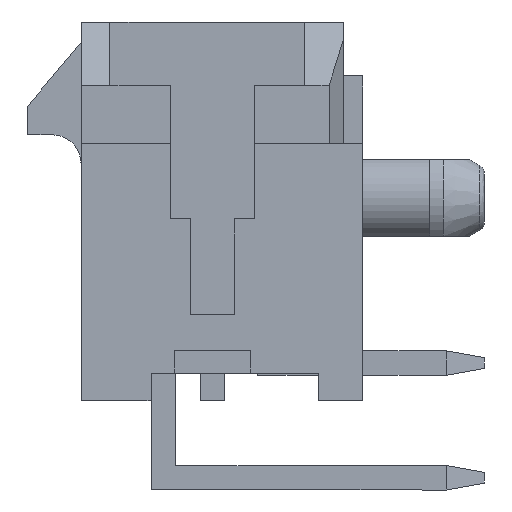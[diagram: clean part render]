
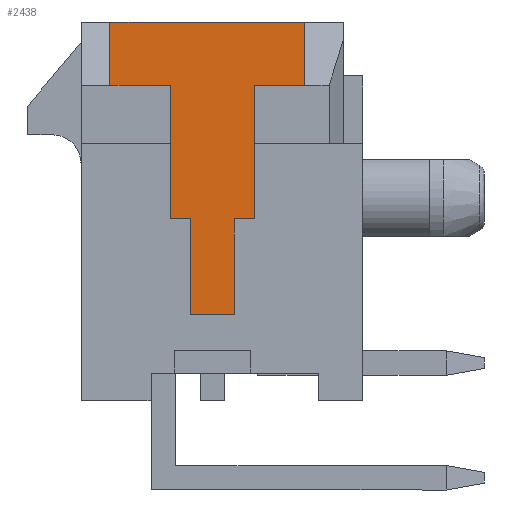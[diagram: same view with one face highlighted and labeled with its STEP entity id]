
A CAD part, left-side view. The second image highlights one B-rep face of the part: STEP entity #2438.
In plain terms, the highlighted planar face has unit normal (-1, 0, 0).
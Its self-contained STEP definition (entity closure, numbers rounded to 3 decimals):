
#50 = EDGE_CURVE ( 'NONE', #6440, #2145, #4511, .T. ) ;
#199 = EDGE_LOOP ( 'NONE', ( #5643, #4660, #2230, #1622, #3332, #4163, #635, #3865, #2319, #3616, #1286, #981 ) ) ;
#272 = CARTESIAN_POINT ( 'NONE',  ( -1.94, 2.68, 4.95 ) ) ;
#287 = DIRECTION ( 'NONE',  ( 0., 0., 1. ) ) ;
#397 = CARTESIAN_POINT ( 'NONE',  ( -1.94, -1.1, 3.3 ) ) ;
#435 = CARTESIAN_POINT ( 'NONE',  ( -1.94, 2.68, 4.95 ) ) ;
#527 = VECTOR ( 'NONE', #6296, 1000. ) ;
#570 = CARTESIAN_POINT ( 'NONE',  ( -1.94, 2.68, 4.95 ) ) ;
#635 = ORIENTED_EDGE ( 'NONE', *, *, #5128, .F. ) ;
#698 = LINE ( 'NONE', #570, #3435 ) ;
#887 = VERTEX_POINT ( 'NONE', #272 ) ;
#981 = ORIENTED_EDGE ( 'NONE', *, *, #2291, .F. ) ;
#1054 = CARTESIAN_POINT ( 'NONE',  ( -1.94, 2.68, 3.3 ) ) ;
#1067 = VERTEX_POINT ( 'NONE', #1356 ) ;
#1076 = LINE ( 'NONE', #4309, #2092 ) ;
#1089 = LINE ( 'NONE', #5780, #527 ) ;
#1190 = DIRECTION ( 'NONE',  ( 0., 1., 0. ) ) ;
#1223 = CARTESIAN_POINT ( 'NONE',  ( -1.94, -0.575, -0.2 ) ) ;
#1286 = ORIENTED_EDGE ( 'NONE', *, *, #1674, .F. ) ;
#1335 = LINE ( 'NONE', #2732, #6546 ) ;
#1356 = CARTESIAN_POINT ( 'NONE',  ( -1.94, 1.1, -0.2 ) ) ;
#1411 = DIRECTION ( 'NONE',  ( 0., 0., -1. ) ) ;
#1609 = LINE ( 'NONE', #2405, #2778 ) ;
#1622 = ORIENTED_EDGE ( 'NONE', *, *, #5593, .F. ) ;
#1629 = EDGE_CURVE ( 'NONE', #3201, #4830, #1076, .T. ) ;
#1674 = EDGE_CURVE ( 'NONE', #5533, #2721, #5575, .T. ) ;
#1718 = VECTOR ( 'NONE', #6186, 1000. ) ;
#2012 = AXIS2_PLACEMENT_3D ( 'NONE', #435, #5885, #1411 ) ;
#2092 = VECTOR ( 'NONE', #4268, 1000. ) ;
#2110 = LINE ( 'NONE', #3279, #4134 ) ;
#2145 = VERTEX_POINT ( 'NONE', #3614 ) ;
#2230 = ORIENTED_EDGE ( 'NONE', *, *, #6162, .F. ) ;
#2291 = EDGE_CURVE ( 'NONE', #4786, #5533, #6512, .T. ) ;
#2319 = ORIENTED_EDGE ( 'NONE', *, *, #50, .F. ) ;
#2405 = CARTESIAN_POINT ( 'NONE',  ( -1.94, 2.68, -2.8 ) ) ;
#2438 = ADVANCED_FACE ( 'NONE', ( #3643 ), #6419, .F. ) ;
#2706 = VECTOR ( 'NONE', #5347, 1000. ) ;
#2721 = VERTEX_POINT ( 'NONE', #6308 ) ;
#2732 = CARTESIAN_POINT ( 'NONE',  ( -1.94, -2.41, 0. ) ) ;
#2778 = VECTOR ( 'NONE', #2879, 1000. ) ;
#2781 = DIRECTION ( 'NONE',  ( 0., 0., -1. ) ) ;
#2879 = DIRECTION ( 'NONE',  ( 0., 1., 0. ) ) ;
#2899 = CARTESIAN_POINT ( 'NONE',  ( -1.94, -1.1, -0.2 ) ) ;
#3001 = DIRECTION ( 'NONE',  ( 0., 1., 0. ) ) ;
#3030 = LINE ( 'NONE', #4682, #1718 ) ;
#3201 = VERTEX_POINT ( 'NONE', #3223 ) ;
#3223 = CARTESIAN_POINT ( 'NONE',  ( -1.94, 1.1, 3.3 ) ) ;
#3279 = CARTESIAN_POINT ( 'NONE',  ( -1.94, 1.1, -0.2 ) ) ;
#3332 = ORIENTED_EDGE ( 'NONE', *, *, #6011, .F. ) ;
#3435 = VECTOR ( 'NONE', #4071, 1000. ) ;
#3614 = CARTESIAN_POINT ( 'NONE',  ( -1.94, 0.575, -0.2 ) ) ;
#3616 = ORIENTED_EDGE ( 'NONE', *, *, #5641, .F. ) ;
#3643 = FACE_OUTER_BOUND ( 'NONE', #199, .T. ) ;
#3736 = VERTEX_POINT ( 'NONE', #3777 ) ;
#3777 = CARTESIAN_POINT ( 'NONE',  ( -1.94, -2.41, 3.3 ) ) ;
#3865 = ORIENTED_EDGE ( 'NONE', *, *, #3979, .F. ) ;
#3979 = EDGE_CURVE ( 'NONE', #2145, #1067, #5804, .T. ) ;
#4071 = DIRECTION ( 'NONE',  ( 0., 0., 1. ) ) ;
#4089 = CARTESIAN_POINT ( 'NONE',  ( -1.94, 0.575, -2.8 ) ) ;
#4134 = VECTOR ( 'NONE', #287, 1000. ) ;
#4163 = ORIENTED_EDGE ( 'NONE', *, *, #1629, .F. ) ;
#4223 = LINE ( 'NONE', #5536, #5111 ) ;
#4268 = DIRECTION ( 'NONE',  ( 0., 1., 0. ) ) ;
#4309 = CARTESIAN_POINT ( 'NONE',  ( -1.94, 2.68, 3.3 ) ) ;
#4511 = LINE ( 'NONE', #4838, #2706 ) ;
#4513 = VECTOR ( 'NONE', #1190, 1000. ) ;
#4598 = VECTOR ( 'NONE', #3001, 1000. ) ;
#4660 = ORIENTED_EDGE ( 'NONE', *, *, #6291, .F. ) ;
#4682 = CARTESIAN_POINT ( 'NONE',  ( -1.94, -1.1, 3.3 ) ) ;
#4693 = VERTEX_POINT ( 'NONE', #4890 ) ;
#4786 = VERTEX_POINT ( 'NONE', #2899 ) ;
#4830 = VERTEX_POINT ( 'NONE', #1054 ) ;
#4838 = CARTESIAN_POINT ( 'NONE',  ( -1.94, 0.575, -2.7 ) ) ;
#4890 = CARTESIAN_POINT ( 'NONE',  ( -1.94, -2.41, 4.95 ) ) ;
#5111 = VECTOR ( 'NONE', #6531, 1000. ) ;
#5128 = EDGE_CURVE ( 'NONE', #1067, #3201, #2110, .T. ) ;
#5162 = VECTOR ( 'NONE', #2781, 1000. ) ;
#5241 = CARTESIAN_POINT ( 'NONE',  ( -1.94, -1.1, -0.2 ) ) ;
#5347 = DIRECTION ( 'NONE',  ( 0., 0., 1. ) ) ;
#5463 = EDGE_CURVE ( 'NONE', #5656, #4786, #3030, .T. ) ;
#5533 = VERTEX_POINT ( 'NONE', #1223 ) ;
#5536 = CARTESIAN_POINT ( 'NONE',  ( -1.94, 2.68, 3.3 ) ) ;
#5566 = CARTESIAN_POINT ( 'NONE',  ( -1.94, 0.575, -0.2 ) ) ;
#5575 = LINE ( 'NONE', #6370, #5162 ) ;
#5593 = EDGE_CURVE ( 'NONE', #887, #4693, #1089, .T. ) ;
#5641 = EDGE_CURVE ( 'NONE', #2721, #6440, #1609, .T. ) ;
#5643 = ORIENTED_EDGE ( 'NONE', *, *, #5463, .F. ) ;
#5656 = VERTEX_POINT ( 'NONE', #397 ) ;
#5780 = CARTESIAN_POINT ( 'NONE',  ( -1.94, 3.435, 4.95 ) ) ;
#5804 = LINE ( 'NONE', #5566, #4598 ) ;
#5885 = DIRECTION ( 'NONE',  ( 1., 0., 0. ) ) ;
#6011 = EDGE_CURVE ( 'NONE', #4830, #887, #698, .T. ) ;
#6162 = EDGE_CURVE ( 'NONE', #4693, #3736, #1335, .T. ) ;
#6186 = DIRECTION ( 'NONE',  ( 0., 0., -1. ) ) ;
#6291 = EDGE_CURVE ( 'NONE', #3736, #5656, #4223, .T. ) ;
#6296 = DIRECTION ( 'NONE',  ( 0., -1., 0. ) ) ;
#6308 = CARTESIAN_POINT ( 'NONE',  ( -1.94, -0.575, -2.8 ) ) ;
#6370 = CARTESIAN_POINT ( 'NONE',  ( -1.94, -0.575, -0.2 ) ) ;
#6419 = PLANE ( 'NONE',  #2012 ) ;
#6421 = DIRECTION ( 'NONE',  ( 0., 0., -1. ) ) ;
#6440 = VERTEX_POINT ( 'NONE', #4089 ) ;
#6512 = LINE ( 'NONE', #5241, #4513 ) ;
#6531 = DIRECTION ( 'NONE',  ( 0., 1., 0. ) ) ;
#6546 = VECTOR ( 'NONE', #6421, 1000. ) ;
